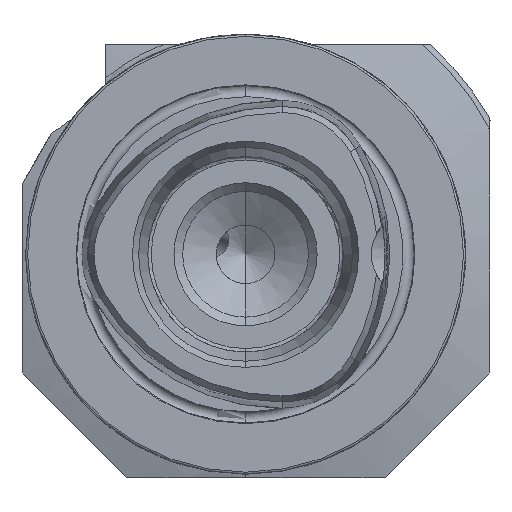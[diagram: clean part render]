
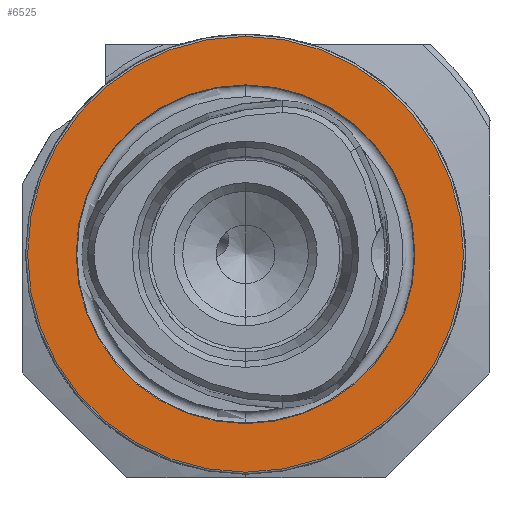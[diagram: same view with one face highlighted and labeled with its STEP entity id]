
A CAD part, left-side view. The second image highlights one B-rep face of the part: STEP entity #6525.
In plain terms, the highlighted planar face has unit normal (-1, 0, 0).
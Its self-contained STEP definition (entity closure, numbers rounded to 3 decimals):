
#150 = DIRECTION ( 'NONE',  ( 0., 0., 1. ) ) ;
#295 = CARTESIAN_POINT ( 'NONE',  ( 0., 0., -31.2 ) ) ;
#385 = CARTESIAN_POINT ( 'NONE',  ( 0., 24.25, 0. ) ) ;
#700 = EDGE_CURVE ( 'NONE', #5931, #1231, #5051, .T. ) ;
#851 = CARTESIAN_POINT ( 'NONE',  ( 0., 0., 0. ) ) ;
#926 = DIRECTION ( 'NONE',  ( 0., 0., -1. ) ) ;
#935 = EDGE_CURVE ( 'NONE', #1231, #5931, #3073, .T. ) ;
#1199 = FACE_BOUND ( 'NONE', #2289, .T. ) ;
#1231 = VERTEX_POINT ( 'NONE', #3140 ) ;
#1357 = DIRECTION ( 'NONE',  ( 0., 0., 1. ) ) ;
#1379 = ORIENTED_EDGE ( 'NONE', *, *, #935, .T. ) ;
#1684 = CIRCLE ( 'NONE', #4686, 24.25 ) ;
#2181 = VERTEX_POINT ( 'NONE', #4465 ) ;
#2289 = EDGE_LOOP ( 'NONE', ( #2546, #2679 ) ) ;
#2378 = DIRECTION ( 'NONE',  ( -1., 0., 0. ) ) ;
#2440 = AXIS2_PLACEMENT_3D ( 'NONE', #6167, #5174, #6251 ) ;
#2546 = ORIENTED_EDGE ( 'NONE', *, *, #3950, .F. ) ;
#2679 = ORIENTED_EDGE ( 'NONE', *, *, #5475, .F. ) ;
#3073 = CIRCLE ( 'NONE', #3749, 31.2 ) ;
#3140 = CARTESIAN_POINT ( 'NONE',  ( 0., 0., 31.2 ) ) ;
#3146 = CARTESIAN_POINT ( 'NONE',  ( 0., 0., 0. ) ) ;
#3373 = CARTESIAN_POINT ( 'NONE',  ( 0., 0., 24.25 ) ) ;
#3749 = AXIS2_PLACEMENT_3D ( 'NONE', #851, #2378, #1357 ) ;
#3905 = FACE_OUTER_BOUND ( 'NONE', #4688, .T. ) ;
#3946 = DIRECTION ( 'NONE',  ( 1., 0., 0. ) ) ;
#3950 = EDGE_CURVE ( 'NONE', #4188, #2181, #6011, .T. ) ;
#4188 = VERTEX_POINT ( 'NONE', #3373 ) ;
#4465 = CARTESIAN_POINT ( 'NONE',  ( 0., 0., -24.25 ) ) ;
#4686 = AXIS2_PLACEMENT_3D ( 'NONE', #5886, #5374, #5754 ) ;
#4688 = EDGE_LOOP ( 'NONE', ( #1379, #6445 ) ) ;
#5051 = CIRCLE ( 'NONE', #5183, 31.2 ) ;
#5174 = DIRECTION ( 'NONE',  ( -1., 0., 0. ) ) ;
#5183 = AXIS2_PLACEMENT_3D ( 'NONE', #3146, #5593, #150 ) ;
#5374 = DIRECTION ( 'NONE',  ( -1., 0., 0. ) ) ;
#5412 = AXIS2_PLACEMENT_3D ( 'NONE', #385, #3946, #926 ) ;
#5475 = EDGE_CURVE ( 'NONE', #2181, #4188, #1684, .T. ) ;
#5498 = PLANE ( 'NONE',  #5412 ) ;
#5593 = DIRECTION ( 'NONE',  ( -1., 0., 0. ) ) ;
#5754 = DIRECTION ( 'NONE',  ( 0., 0., 1. ) ) ;
#5886 = CARTESIAN_POINT ( 'NONE',  ( 0., 0., 0. ) ) ;
#5931 = VERTEX_POINT ( 'NONE', #295 ) ;
#6011 = CIRCLE ( 'NONE', #2440, 24.25 ) ;
#6167 = CARTESIAN_POINT ( 'NONE',  ( 0., 0., 0. ) ) ;
#6251 = DIRECTION ( 'NONE',  ( 0., 0., 1. ) ) ;
#6445 = ORIENTED_EDGE ( 'NONE', *, *, #700, .T. ) ;
#6525 = ADVANCED_FACE ( 'NONE', ( #1199, #3905 ), #5498, .F. ) ;
